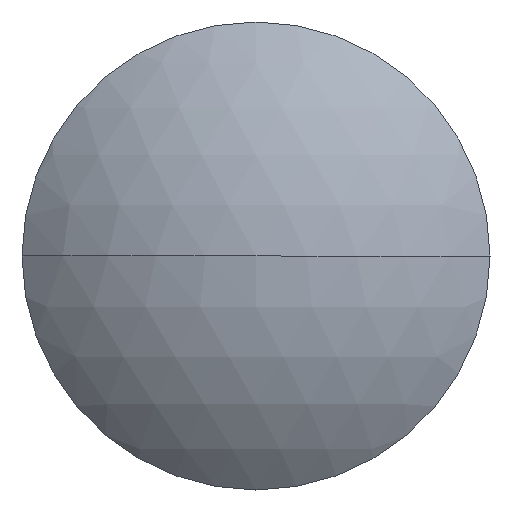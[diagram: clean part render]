
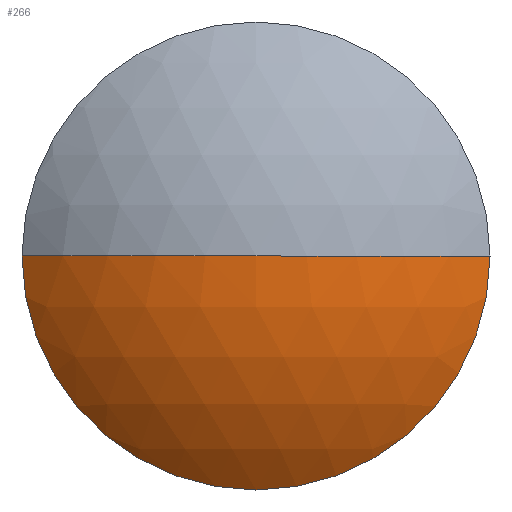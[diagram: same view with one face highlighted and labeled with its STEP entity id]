
A CAD part, left-side view. The second image highlights one B-rep face of the part: STEP entity #266.
In plain terms, the highlighted spherical face has radius 20.59 mm.
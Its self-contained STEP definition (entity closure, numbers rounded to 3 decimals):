
#21 = ORIENTED_EDGE ( 'NONE', *, *, #56, .F. ) ;
#23 = AXIS2_PLACEMENT_3D ( 'NONE', #324, #248, #345 ) ;
#25 = CARTESIAN_POINT ( 'NONE',  ( -2., 13.45, 0. ) ) ;
#29 = DIRECTION ( 'NONE',  ( 0., 0., -1. ) ) ;
#39 = ORIENTED_EDGE ( 'NONE', *, *, #107, .T. ) ;
#52 = AXIS2_PLACEMENT_3D ( 'NONE', #330, #240, #200 ) ;
#54 = FACE_OUTER_BOUND ( 'NONE', #309, .T. ) ;
#56 = EDGE_CURVE ( 'NONE', #234, #154, #249, .T. ) ;
#68 = CARTESIAN_POINT ( 'NONE',  ( 13.59, 0., 0. ) ) ;
#82 = DIRECTION ( 'NONE',  ( 0., 1., 0. ) ) ;
#84 = CARTESIAN_POINT ( 'NONE',  ( -2., 0., -13.45 ) ) ;
#104 = ORIENTED_EDGE ( 'NONE', *, *, #304, .T. ) ;
#107 = EDGE_CURVE ( 'NONE', #333, #154, #181, .T. ) ;
#117 = VERTEX_POINT ( 'NONE', #84 ) ;
#121 = AXIS2_PLACEMENT_3D ( 'NONE', #68, #289, #320 ) ;
#139 = DIRECTION ( 'NONE',  ( 0., 0., 1. ) ) ;
#154 = VERTEX_POINT ( 'NONE', #322 ) ;
#157 = EDGE_CURVE ( 'NONE', #234, #117, #232, .T. ) ;
#165 = CARTESIAN_POINT ( 'NONE',  ( -2., 0., 0. ) ) ;
#170 = DIRECTION ( 'NONE',  ( -1., 0., 0. ) ) ;
#181 = CIRCLE ( 'NONE', #23, 20.59 ) ;
#200 = DIRECTION ( 'NONE',  ( 0., 0., 1. ) ) ;
#206 = CIRCLE ( 'NONE', #52, 13.45 ) ;
#221 = SPHERICAL_SURFACE ( 'NONE', #323, 20.59 ) ;
#226 = AXIS2_PLACEMENT_3D ( 'NONE', #165, #170, #139 ) ;
#232 = CIRCLE ( 'NONE', #226, 13.45 ) ;
#234 = VERTEX_POINT ( 'NONE', #25 ) ;
#240 = DIRECTION ( 'NONE',  ( -1., 0., 0. ) ) ;
#248 = DIRECTION ( 'NONE',  ( 0., 0., -1. ) ) ;
#249 = CIRCLE ( 'NONE', #121, 20.59 ) ;
#257 = CARTESIAN_POINT ( 'NONE',  ( -2., -13.45, 0. ) ) ;
#266 = ADVANCED_FACE ( 'NONE', ( #54 ), #221, .T. ) ;
#289 = DIRECTION ( 'NONE',  ( 0., 0., 1. ) ) ;
#304 = EDGE_CURVE ( 'NONE', #117, #333, #206, .T. ) ;
#309 = EDGE_LOOP ( 'NONE', ( #344, #104, #39, #21 ) ) ;
#320 = DIRECTION ( 'NONE',  ( 1., 0., 0. ) ) ;
#322 = CARTESIAN_POINT ( 'NONE',  ( -7., 0., 0. ) ) ;
#323 = AXIS2_PLACEMENT_3D ( 'NONE', #325, #29, #82 ) ;
#324 = CARTESIAN_POINT ( 'NONE',  ( 13.59, 0., 0. ) ) ;
#325 = CARTESIAN_POINT ( 'NONE',  ( 13.59, 0., 0. ) ) ;
#330 = CARTESIAN_POINT ( 'NONE',  ( -2., 0., 0. ) ) ;
#333 = VERTEX_POINT ( 'NONE', #257 ) ;
#344 = ORIENTED_EDGE ( 'NONE', *, *, #157, .T. ) ;
#345 = DIRECTION ( 'NONE',  ( 0., 1., 0. ) ) ;
